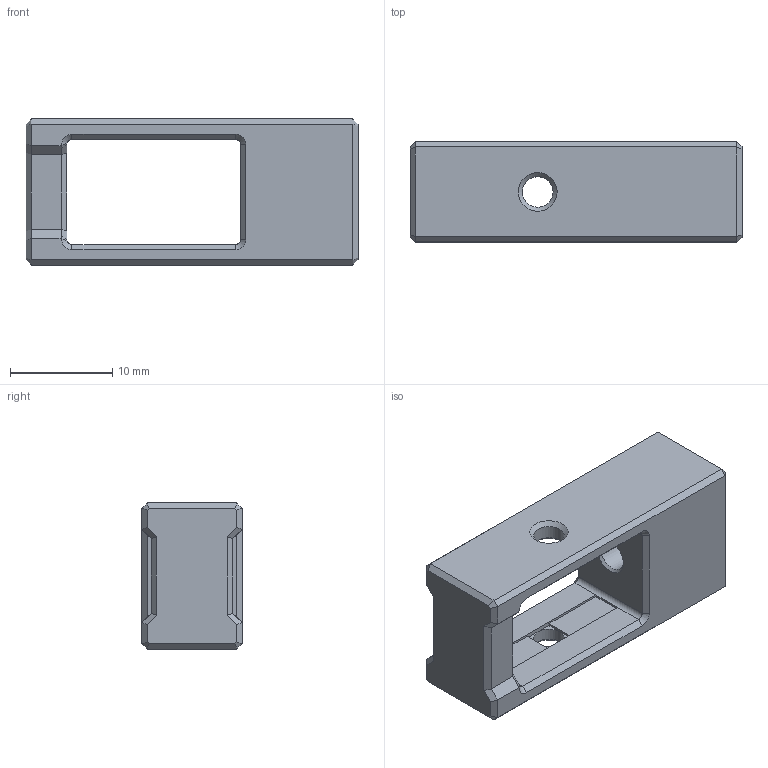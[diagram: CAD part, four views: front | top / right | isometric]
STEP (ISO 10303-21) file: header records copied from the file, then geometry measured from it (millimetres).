
FILE_DESCRIPTION(/* description */ (''),/* implementation_level */ '2;1');
FILE_NAME(/* name */ 'small pulley tensioner.step',/* time_stamp */ '2022-07-24T13:56:11+02:00',/* author */ (''),/* organization */ (''),/* preprocessor_version */ 'ST-DEVELOPER v19',/* originating_system */ 'Autodesk Translation Framework v11.7.0.108',/* authorisation */ '');
FILE_SCHEMA (('AUTOMOTIVE_DESIGN { 1 0 10303 214 3 1 1 }'));
Length unit declared in the file: millimetre
Products named in the file (5): Caribou-MK3-Rel-4-8mm-20211123-github; 8mm; x-Axis 8mm (1); X-Idler (1); BeltTensionerInsert (1) (1)
Assembly tree (4 placements, depth 5):
  Caribou-MK3-Rel-4-8mm-20211123-github
    8mm
      x-Axis 8mm (1)
        X-Idler (1)
          BeltTensionerInsert (1) (1)
Bounding box: 32.5 x 9.8 x 14.3 mm (x, y, z)
Volume: 2423.2 mm3; surface area: 2129.7 mm2
Topology: 1 solids, 1 shells, 106 faces, 257 edges, 151 vertices
Faces by surface type: plane 79, cone 15, cylinder 8, bspline 4
Full cylindrical faces by diameter (mm): 3 x2, 3.1 x2
Entity records: 3186 total; most frequent: CARTESIAN_POINT 599, DIRECTION 516, ORIENTED_EDGE 514, EDGE_CURVE 257, LINE 204, VECTOR 204, AXIS2_PLACEMENT_3D 156, VERTEX_POINT 151
